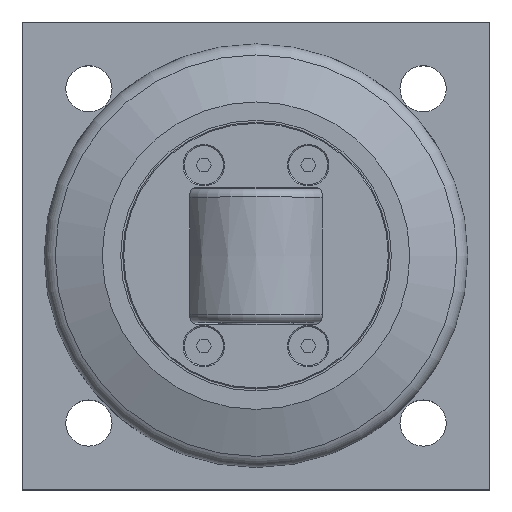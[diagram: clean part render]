
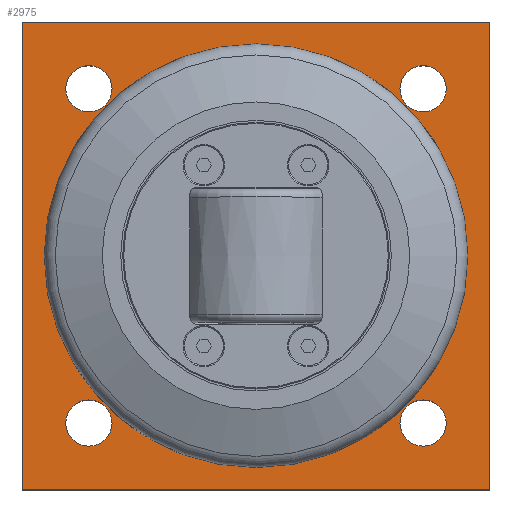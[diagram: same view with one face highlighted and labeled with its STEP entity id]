
A CAD part, top view. The second image highlights one B-rep face of the part: STEP entity #2975.
In plain terms, the highlighted planar face has unit normal (0, 0, 1).
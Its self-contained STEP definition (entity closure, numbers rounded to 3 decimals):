
#230=LINE('',#5806,#403);
#234=LINE('',#5814,#407);
#237=LINE('',#5820,#410);
#240=LINE('',#5825,#413);
#403=VECTOR('',#4040,10.);
#407=VECTOR('',#4046,10.);
#410=VECTOR('',#4051,10.);
#413=VECTOR('',#4056,10.);
#540=FACE_BOUND('',#922,.T.);
#541=FACE_BOUND('',#923,.T.);
#542=FACE_BOUND('',#924,.T.);
#543=FACE_BOUND('',#925,.T.);
#544=FACE_BOUND('',#926,.T.);
#598=PLANE('',#3312);
#740=FACE_OUTER_BOUND('',#921,.T.);
#921=EDGE_LOOP('',(#2591,#2592,#2593,#2594));
#922=EDGE_LOOP('',(#2595));
#923=EDGE_LOOP('',(#2596,#2597));
#924=EDGE_LOOP('',(#2598,#2599));
#925=EDGE_LOOP('',(#2600,#2601));
#926=EDGE_LOOP('',(#2602,#2603));
#1099=CIRCLE('',#3280,39.5);
#1106=CIRCLE('',#3291,6.918);
#1107=CIRCLE('',#3292,6.918);
#1109=CIRCLE('',#3295,6.918);
#1110=CIRCLE('',#3296,6.918);
#1112=CIRCLE('',#3299,6.918);
#1113=CIRCLE('',#3300,6.918);
#1115=CIRCLE('',#3303,6.918);
#1116=CIRCLE('',#3304,6.918);
#1369=VERTEX_POINT('',#5751);
#1376=VERTEX_POINT('',#5772);
#1377=VERTEX_POINT('',#5773);
#1379=VERTEX_POINT('',#5780);
#1380=VERTEX_POINT('',#5781);
#1382=VERTEX_POINT('',#5788);
#1383=VERTEX_POINT('',#5789);
#1385=VERTEX_POINT('',#5796);
#1386=VERTEX_POINT('',#5797);
#1388=VERTEX_POINT('',#5804);
#1389=VERTEX_POINT('',#5805);
#1392=VERTEX_POINT('',#5813);
#1394=VERTEX_POINT('',#5819);
#1768=EDGE_CURVE('',#1369,#1369,#1099,.T.);
#1777=EDGE_CURVE('',#1376,#1377,#1106,.T.);
#1778=EDGE_CURVE('',#1377,#1376,#1107,.T.);
#1781=EDGE_CURVE('',#1379,#1380,#1109,.T.);
#1782=EDGE_CURVE('',#1380,#1379,#1110,.T.);
#1785=EDGE_CURVE('',#1382,#1383,#1112,.T.);
#1786=EDGE_CURVE('',#1383,#1382,#1113,.T.);
#1789=EDGE_CURVE('',#1385,#1386,#1115,.T.);
#1790=EDGE_CURVE('',#1386,#1385,#1116,.T.);
#1793=EDGE_CURVE('',#1388,#1389,#230,.T.);
#1797=EDGE_CURVE('',#1389,#1392,#234,.T.);
#1800=EDGE_CURVE('',#1392,#1394,#237,.T.);
#1803=EDGE_CURVE('',#1394,#1388,#240,.T.);
#2591=ORIENTED_EDGE('',*,*,#1793,.F.);
#2592=ORIENTED_EDGE('',*,*,#1803,.F.);
#2593=ORIENTED_EDGE('',*,*,#1800,.F.);
#2594=ORIENTED_EDGE('',*,*,#1797,.F.);
#2595=ORIENTED_EDGE('',*,*,#1768,.T.);
#2596=ORIENTED_EDGE('',*,*,#1777,.T.);
#2597=ORIENTED_EDGE('',*,*,#1778,.T.);
#2598=ORIENTED_EDGE('',*,*,#1781,.T.);
#2599=ORIENTED_EDGE('',*,*,#1782,.T.);
#2600=ORIENTED_EDGE('',*,*,#1785,.T.);
#2601=ORIENTED_EDGE('',*,*,#1786,.T.);
#2602=ORIENTED_EDGE('',*,*,#1789,.T.);
#2603=ORIENTED_EDGE('',*,*,#1790,.T.);
#2975=ADVANCED_FACE('',(#740,#540,#541,#542,#543,#544),#598,.T.);
#3280=AXIS2_PLACEMENT_3D('',#5753,#3980,#3981);
#3291=AXIS2_PLACEMENT_3D('',#5774,#4004,#4005);
#3292=AXIS2_PLACEMENT_3D('',#5775,#4006,#4007);
#3295=AXIS2_PLACEMENT_3D('',#5782,#4013,#4014);
#3296=AXIS2_PLACEMENT_3D('',#5783,#4015,#4016);
#3299=AXIS2_PLACEMENT_3D('',#5790,#4022,#4023);
#3300=AXIS2_PLACEMENT_3D('',#5791,#4024,#4025);
#3303=AXIS2_PLACEMENT_3D('',#5798,#4031,#4032);
#3304=AXIS2_PLACEMENT_3D('',#5799,#4033,#4034);
#3312=AXIS2_PLACEMENT_3D('',#5830,#4062,#4063);
#3980=DIRECTION('center_axis',(0.,0.,-1.));
#3981=DIRECTION('ref_axis',(0.,-1.,0.));
#4004=DIRECTION('center_axis',(0.,0.,-1.));
#4005=DIRECTION('ref_axis',(1.,0.,0.));
#4006=DIRECTION('center_axis',(0.,0.,-1.));
#4007=DIRECTION('ref_axis',(1.,0.,0.));
#4013=DIRECTION('center_axis',(0.,0.,-1.));
#4014=DIRECTION('ref_axis',(1.,0.,0.));
#4015=DIRECTION('center_axis',(0.,0.,-1.));
#4016=DIRECTION('ref_axis',(1.,0.,0.));
#4022=DIRECTION('center_axis',(0.,0.,-1.));
#4023=DIRECTION('ref_axis',(1.,0.,0.));
#4024=DIRECTION('center_axis',(0.,0.,-1.));
#4025=DIRECTION('ref_axis',(1.,0.,0.));
#4031=DIRECTION('center_axis',(0.,0.,-1.));
#4032=DIRECTION('ref_axis',(1.,0.,0.));
#4033=DIRECTION('center_axis',(0.,0.,-1.));
#4034=DIRECTION('ref_axis',(1.,0.,0.));
#4040=DIRECTION('',(0.,1.,0.));
#4046=DIRECTION('',(1.,0.,0.));
#4051=DIRECTION('',(0.,-1.,0.));
#4056=DIRECTION('',(-1.,0.,0.));
#4062=DIRECTION('center_axis',(0.,0.,1.));
#4063=DIRECTION('ref_axis',(1.,0.,0.));
#5751=CARTESIAN_POINT('',(70.,109.5,20.));
#5753=CARTESIAN_POINT('Origin',(70.,70.,20.));
#5772=CARTESIAN_POINT('',(26.917,20.,20.));
#5773=CARTESIAN_POINT('',(13.082,20.,20.));
#5774=CARTESIAN_POINT('Origin',(20.,20.,20.));
#5775=CARTESIAN_POINT('Origin',(20.,20.,20.));
#5780=CARTESIAN_POINT('',(126.918,20.,20.));
#5781=CARTESIAN_POINT('',(113.083,20.,20.));
#5782=CARTESIAN_POINT('Origin',(120.,20.,20.));
#5783=CARTESIAN_POINT('Origin',(120.,20.,20.));
#5788=CARTESIAN_POINT('',(126.918,120.,20.));
#5789=CARTESIAN_POINT('',(113.083,120.,20.));
#5790=CARTESIAN_POINT('Origin',(120.,120.,20.));
#5791=CARTESIAN_POINT('Origin',(120.,120.,20.));
#5796=CARTESIAN_POINT('',(26.917,120.,20.));
#5797=CARTESIAN_POINT('',(13.082,120.,20.));
#5798=CARTESIAN_POINT('Origin',(20.,120.,20.));
#5799=CARTESIAN_POINT('Origin',(20.,120.,20.));
#5804=CARTESIAN_POINT('',(0.,0.,20.));
#5805=CARTESIAN_POINT('',(0.,140.,20.));
#5806=CARTESIAN_POINT('',(0.,140.,20.));
#5813=CARTESIAN_POINT('',(140.,140.,20.));
#5814=CARTESIAN_POINT('',(140.,140.,20.));
#5819=CARTESIAN_POINT('',(140.,0.,20.));
#5820=CARTESIAN_POINT('',(140.,0.,20.));
#5825=CARTESIAN_POINT('',(0.,0.,20.));
#5830=CARTESIAN_POINT('Origin',(70.,70.,20.));
